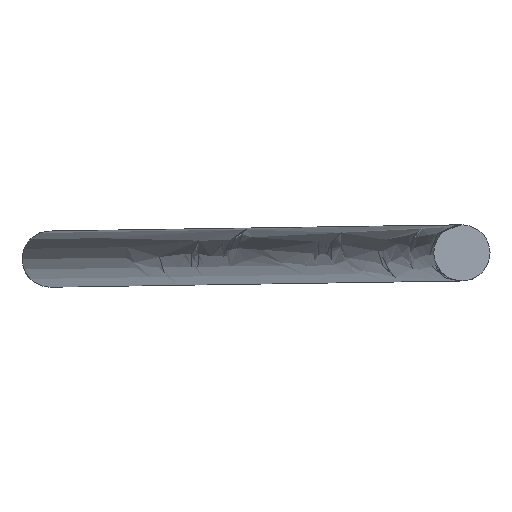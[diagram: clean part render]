
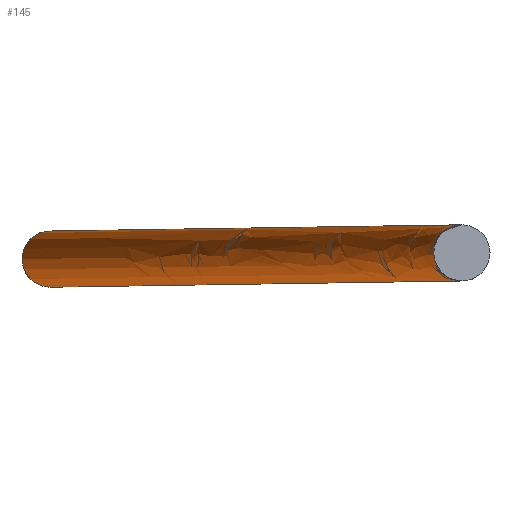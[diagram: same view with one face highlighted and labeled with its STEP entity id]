
A CAD part, top view. The second image highlights one B-rep face of the part: STEP entity #145.
In plain terms, the highlighted free-form (B-spline) face has degree [1, 2] with [2, 9] control points.
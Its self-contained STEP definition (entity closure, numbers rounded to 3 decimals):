
#65=CARTESIAN_POINT('',(1.1,0.15,19.5));
#66=CARTESIAN_POINT('',(-1.102,0.15,0.483));
#67=CARTESIAN_POINT('',(0.952,0.15,19.517));
#68=CARTESIAN_POINT('',(-1.25,0.15,0.5));
#69=CARTESIAN_POINT('',(0.952,0.,19.517));
#70=CARTESIAN_POINT('',(-1.25,0.,0.5));
#71=CARTESIAN_POINT('',(0.952,-0.15,19.517));
#72=CARTESIAN_POINT('',(-1.25,-0.15,0.5));
#73=CARTESIAN_POINT('',(1.1,-0.15,19.5));
#74=CARTESIAN_POINT('',(-1.102,-0.15,0.483));
#75=CARTESIAN_POINT('',(1.248,-0.15,19.483));
#76=CARTESIAN_POINT('',(-0.954,-0.15,0.466));
#77=CARTESIAN_POINT('',(1.248,0.,19.483));
#78=CARTESIAN_POINT('',(-0.954,0.,0.466));
#79=CARTESIAN_POINT('',(1.248,0.15,19.483));
#80=CARTESIAN_POINT('',(-0.954,0.15,0.466));
#81=CARTESIAN_POINT('',(1.1,0.15,19.5));
#82=CARTESIAN_POINT('',(-1.102,0.15,0.483));
#90=(BOUNDED_SURFACE()B_SPLINE_SURFACE(1,2,((#65,#67,#69,#71,#73,#75,#77,#79,#81),(#66,#68,#70,#72,#74,#76,#78,#80,#82)),.UNSPECIFIED.,.F.,.T.,.U.)B_SPLINE_SURFACE_WITH_KNOTS((2,2),(3,2,2,2,3),(-127.513,0.115),(0.0,0.236,0.471,0.707,0.942),.UNSPECIFIED.)GEOMETRIC_REPRESENTATION_ITEM()RATIONAL_B_SPLINE_SURFACE(((1.0,0.707,1.0,0.707,1.0,0.707,1.0,0.707,1.0),(1.0,0.707,1.0,0.707,1.0,0.707,1.0,0.707,1.0)))REPRESENTATION_ITEM('')SURFACE());
#91=CARTESIAN_POINT('',(1.1,-0.15,19.5));
#92=VERTEX_POINT('',#91);
#93=CARTESIAN_POINT('',(-1.1,-0.15,0.5));
#94=VERTEX_POINT('',#93);
#95=CARTESIAN_POINT('',(1.1,-0.15,19.5));
#96=DIRECTION('',(-0.115,0.,-0.993));
#97=VECTOR('',#96,19.127);
#98=LINE('',#95,#97);
#99=EDGE_CURVE('',#92,#94,#98,.T.);
#100=ORIENTED_EDGE('',*,*,#99,.F.);
#101=CARTESIAN_POINT('',(0.95,0.,19.5));
#102=VERTEX_POINT('',#101);
#103=CARTESIAN_POINT('',(1.1,0.,19.5));
#104=DIRECTION('',(0.0,0.0,-1.0));
#105=DIRECTION('',(-1.0,0.0,0.0));
#106=AXIS2_PLACEMENT_3D('',#103,#104,#105);
#107=CIRCLE('',#106,0.15);
#108=EDGE_CURVE('',#92,#102,#107,.T.);
#109=ORIENTED_EDGE('',*,*,#108,.T.);
#110=CARTESIAN_POINT('',(1.1,0.15,19.5));
#111=VERTEX_POINT('',#110);
#112=CARTESIAN_POINT('',(1.1,0.,19.5));
#113=DIRECTION('',(0.0,0.0,-1.0));
#114=DIRECTION('',(-1.0,0.0,0.0));
#115=AXIS2_PLACEMENT_3D('',#112,#113,#114);
#116=CIRCLE('',#115,0.15);
#117=EDGE_CURVE('',#102,#111,#116,.T.);
#118=ORIENTED_EDGE('',*,*,#117,.T.);
#119=CARTESIAN_POINT('',(-1.1,0.15,0.5));
#120=VERTEX_POINT('',#119);
#121=CARTESIAN_POINT('',(1.1,0.15,19.5));
#122=DIRECTION('',(-0.115,0.,-0.993));
#123=VECTOR('',#122,19.127);
#124=LINE('',#121,#123);
#125=EDGE_CURVE('',#111,#120,#124,.T.);
#126=ORIENTED_EDGE('',*,*,#125,.T.);
#127=CARTESIAN_POINT('',(-1.25,0.,0.5));
#128=VERTEX_POINT('',#127);
#129=CARTESIAN_POINT('',(-1.1,0.,0.5));
#130=DIRECTION('',(0.0,0.0,1.0));
#131=DIRECTION('',(-1.0,0.0,0.0));
#132=AXIS2_PLACEMENT_3D('',#129,#130,#131);
#133=CIRCLE('',#132,0.15);
#134=EDGE_CURVE('',#120,#128,#133,.T.);
#135=ORIENTED_EDGE('',*,*,#134,.T.);
#136=CARTESIAN_POINT('',(-1.1,0.,0.5));
#137=DIRECTION('',(0.0,0.0,1.0));
#138=DIRECTION('',(-1.0,0.0,0.0));
#139=AXIS2_PLACEMENT_3D('',#136,#137,#138);
#140=CIRCLE('',#139,0.15);
#141=EDGE_CURVE('',#128,#94,#140,.T.);
#142=ORIENTED_EDGE('',*,*,#141,.T.);
#143=EDGE_LOOP('',(#100,#109,#118,#126,#135,#142));
#144=FACE_OUTER_BOUND('',#143,.T.);
#145=ADVANCED_FACE('',(#144),#90,.T.);
